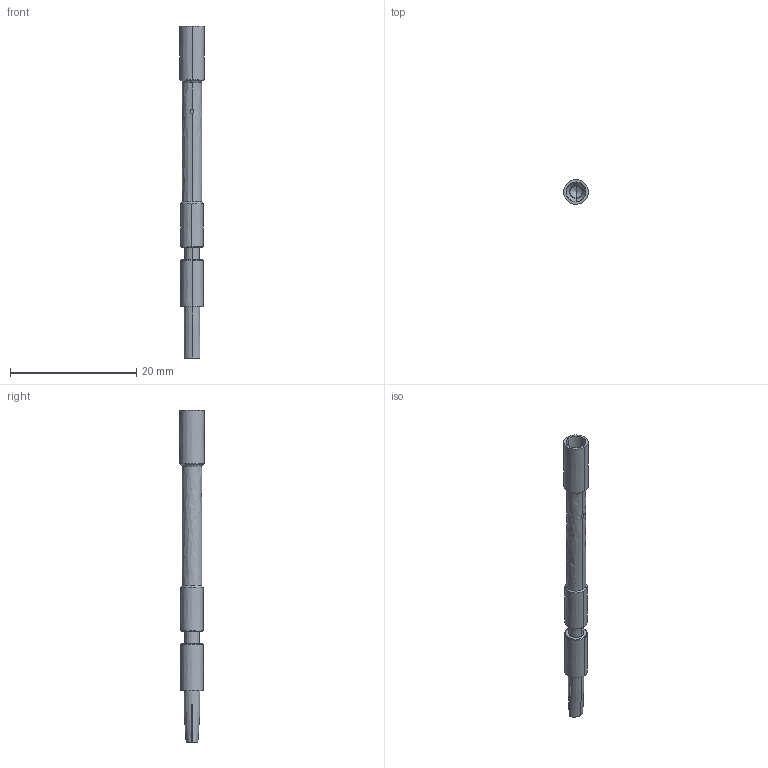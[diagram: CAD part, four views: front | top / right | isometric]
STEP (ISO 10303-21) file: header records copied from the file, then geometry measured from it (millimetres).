
FILE_DESCRIPTION((''),'2;1');
FILE_NAME('SL-16KS010_1607956','2013-10-22T',('vbengel'),(''),'PRO/ENGINEER BY PARAMETRIC TECHNOLOGY CORPORATION, 2012480','PRO/ENGINEER BY PARAMETRIC TECHNOLOGY CORPORATION, 2012480','');
FILE_SCHEMA(('AUTOMOTIVE_DESIGN { 1 0 10303 214 1 1 1 1 }'));
Length unit declared in the file: millimetre
Products named in the file (1): SL-16KS010_1607956
Bounding box: 3.9 x 3.9 x 52.5 mm (x, y, z)
Volume: 334.4 mm3; surface area: 717.1 mm2
Topology: 1 solids, 1 shells, 50 faces, 120 edges, 70 vertices
Faces by surface type: bspline 50
Entity records: 4081 total; most frequent: CARTESIAN_POINT 3110, ORIENTED_EDGE 232, EDGE_CURVE 116, B_SPLINE_CURVE_WITH_KNOTS 82, VERTEX_POINT 70, EDGE_LOOP 54, B_SPLINE_SURFACE_WITH_KNOTS 50, FACE_OUTER_BOUND 50
